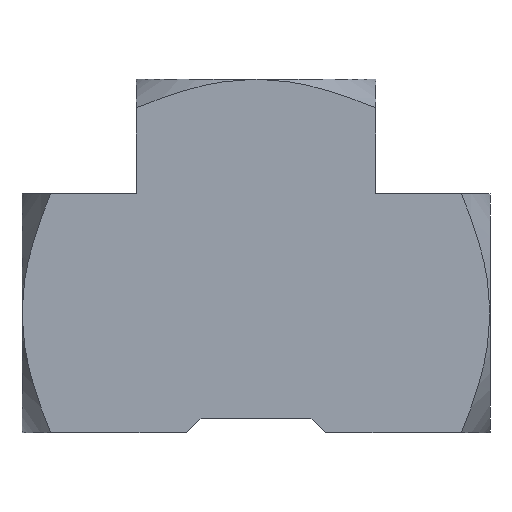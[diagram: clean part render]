
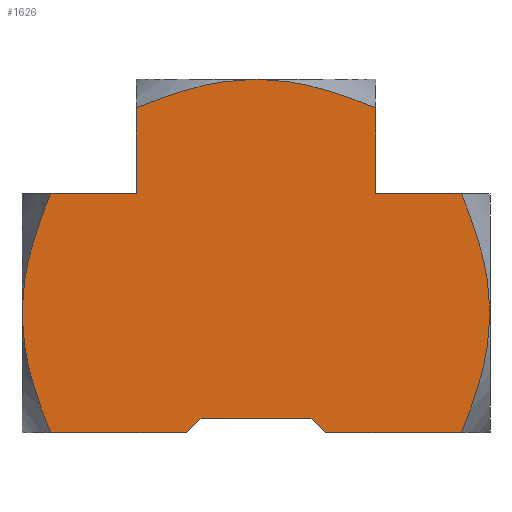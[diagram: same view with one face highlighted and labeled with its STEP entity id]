
A CAD part, front view. The second image highlights one B-rep face of the part: STEP entity #1626.
In plain terms, the highlighted face is planar.
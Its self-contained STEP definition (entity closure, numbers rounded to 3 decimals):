
#259=(
BOUNDED_CURVE()
B_SPLINE_CURVE(2,(#10530,#10531,#10532),.UNSPECIFIED.,.F.,.F.)
B_SPLINE_CURVE_WITH_KNOTS((3,3),(3.383,6.377),
 .UNSPECIFIED.)
CURVE()
GEOMETRIC_REPRESENTATION_ITEM()
RATIONAL_B_SPLINE_CURVE((3.735,4.508,4.508))
REPRESENTATION_ITEM('')
);
#260=(
BOUNDED_CURVE()
B_SPLINE_CURVE(2,(#10534,#10535,#10536),.UNSPECIFIED.,.F.,.F.)
B_SPLINE_CURVE_WITH_KNOTS((3,3),(6.377,9.371),
 .UNSPECIFIED.)
CURVE()
GEOMETRIC_REPRESENTATION_ITEM()
RATIONAL_B_SPLINE_CURVE((4.508,4.508,3.735))
REPRESENTATION_ITEM('')
);
#261=(
BOUNDED_CURVE()
B_SPLINE_CURVE(2,(#10541,#10542,#10543),.UNSPECIFIED.,.F.,.F.)
B_SPLINE_CURVE_WITH_KNOTS((3,3),(2.575,5.004),
 .UNSPECIFIED.)
CURVE()
GEOMETRIC_REPRESENTATION_ITEM()
RATIONAL_B_SPLINE_CURVE((3.049,3.681,3.681))
REPRESENTATION_ITEM('')
);
#262=(
BOUNDED_CURVE()
B_SPLINE_CURVE(2,(#10545,#10546,#10547),.UNSPECIFIED.,.F.,.F.)
B_SPLINE_CURVE_WITH_KNOTS((3,3),(5.004,7.432),
 .UNSPECIFIED.)
CURVE()
GEOMETRIC_REPRESENTATION_ITEM()
RATIONAL_B_SPLINE_CURVE((3.681,3.681,3.049))
REPRESENTATION_ITEM('')
);
#263=(
BOUNDED_CURVE()
B_SPLINE_CURVE(2,(#10552,#10553,#10554),.UNSPECIFIED.,.F.,.F.)
B_SPLINE_CURVE_WITH_KNOTS((3,3),(3.383,6.377),
 .UNSPECIFIED.)
CURVE()
GEOMETRIC_REPRESENTATION_ITEM()
RATIONAL_B_SPLINE_CURVE((3.735,4.509,4.509))
REPRESENTATION_ITEM('')
);
#264=(
BOUNDED_CURVE()
B_SPLINE_CURVE(2,(#10555,#10556,#10557),.UNSPECIFIED.,.F.,.F.)
B_SPLINE_CURVE_WITH_KNOTS((3,3),(6.377,9.371),
 .UNSPECIFIED.)
CURVE()
GEOMETRIC_REPRESENTATION_ITEM()
RATIONAL_B_SPLINE_CURVE((4.509,4.509,3.735))
REPRESENTATION_ITEM('')
);
#339=FACE_OUTER_BOUND('',#438,.T.);
#438=EDGE_LOOP('',(#1334,#1335,#1336,#1337,#1338,#1339,#1340,#1341,#1342,
#1343,#1344,#1345,#1346,#1347,#1348));
#467=LINE('',#2119,#548);
#471=LINE('',#2128,#552);
#475=LINE('',#2135,#556);
#477=LINE('',#2139,#558);
#480=LINE('',#2160,#561);
#542=LINE('',#10538,#623);
#543=LINE('',#10540,#624);
#544=LINE('',#10549,#625);
#545=LINE('',#10551,#626);
#548=VECTOR('',#1787,1.);
#552=VECTOR('',#1793,1.);
#556=VECTOR('',#1799,1.);
#558=VECTOR('',#1803,1000.);
#561=VECTOR('',#1808,1000.);
#623=VECTOR('',#2062,1000.);
#624=VECTOR('',#2063,1000.);
#625=VECTOR('',#2064,1000.);
#626=VECTOR('',#2065,1000.);
#629=VERTEX_POINT('',#2117);
#630=VERTEX_POINT('',#2118);
#633=VERTEX_POINT('',#2126);
#634=VERTEX_POINT('',#2127);
#637=VERTEX_POINT('',#2138);
#642=VERTEX_POINT('',#2156);
#768=VERTEX_POINT('',#9489);
#770=VERTEX_POINT('',#9497);
#779=VERTEX_POINT('',#10522);
#781=VERTEX_POINT('',#10533);
#782=VERTEX_POINT('',#10537);
#783=VERTEX_POINT('',#10539);
#784=VERTEX_POINT('',#10544);
#785=VERTEX_POINT('',#10548);
#786=VERTEX_POINT('',#10550);
#790=EDGE_CURVE('',#629,#630,#467,.T.);
#794=EDGE_CURVE('',#633,#634,#471,.T.);
#798=EDGE_CURVE('',#634,#629,#475,.T.);
#800=EDGE_CURVE('',#637,#633,#477,.T.);
#807=EDGE_CURVE('',#630,#642,#480,.T.);
#1010=EDGE_CURVE('',#642,#779,#259,.T.);
#1011=EDGE_CURVE('',#779,#781,#260,.T.);
#1012=EDGE_CURVE('',#782,#781,#542,.T.);
#1013=EDGE_CURVE('',#782,#783,#543,.T.);
#1014=EDGE_CURVE('',#783,#770,#261,.T.);
#1015=EDGE_CURVE('',#770,#784,#262,.T.);
#1016=EDGE_CURVE('',#785,#784,#544,.T.);
#1017=EDGE_CURVE('',#785,#786,#545,.T.);
#1018=EDGE_CURVE('',#786,#768,#263,.T.);
#1019=EDGE_CURVE('',#768,#637,#264,.T.);
#1334=ORIENTED_EDGE('',*,*,#790,.T.);
#1335=ORIENTED_EDGE('',*,*,#807,.T.);
#1336=ORIENTED_EDGE('',*,*,#1010,.T.);
#1337=ORIENTED_EDGE('',*,*,#1011,.T.);
#1338=ORIENTED_EDGE('',*,*,#1012,.F.);
#1339=ORIENTED_EDGE('',*,*,#1013,.T.);
#1340=ORIENTED_EDGE('',*,*,#1014,.T.);
#1341=ORIENTED_EDGE('',*,*,#1015,.T.);
#1342=ORIENTED_EDGE('',*,*,#1016,.F.);
#1343=ORIENTED_EDGE('',*,*,#1017,.T.);
#1344=ORIENTED_EDGE('',*,*,#1018,.T.);
#1345=ORIENTED_EDGE('',*,*,#1019,.T.);
#1346=ORIENTED_EDGE('',*,*,#800,.T.);
#1347=ORIENTED_EDGE('',*,*,#794,.T.);
#1348=ORIENTED_EDGE('',*,*,#798,.T.);
#1554=PLANE('',#1757);
#1626=ADVANCED_FACE('',(#339),#1554,.T.);
#1757=AXIS2_PLACEMENT_3D('',#10529,#2060,#2061);
#1787=DIRECTION('',(0.,-0.707,0.707));
#1793=DIRECTION('',(0.,0.707,0.707));
#1799=DIRECTION('',(0.,0.,1.));
#1803=DIRECTION('',(0.,0.,1.));
#1808=DIRECTION('',(0.,0.,1.));
#2060=DIRECTION('center_axis',(-1.,0.,0.));
#2061=DIRECTION('ref_axis',(0.,-1.,0.));
#2062=DIRECTION('',(0.,0.,1.));
#2063=DIRECTION('',(0.,1.,0.));
#2064=DIRECTION('',(0.,1.,0.));
#2065=DIRECTION('',(0.,0.,-1.));
#2117=CARTESIAN_POINT('',(-7.144,-6.26,3.283));
#2118=CARTESIAN_POINT('',(-7.144,-7.144,4.167));
#2119=CARTESIAN_POINT('',(-7.144,-2.53,-0.446));
#2126=CARTESIAN_POINT('',(-7.144,-7.144,-4.167));
#2127=CARTESIAN_POINT('',(-7.144,-6.26,-3.283));
#2128=CARTESIAN_POINT('',(-7.144,-2.088,0.888));
#2135=CARTESIAN_POINT('',(-7.144,-6.26,1.642));
#2138=CARTESIAN_POINT('',(-7.144,-7.144,-12.262));
#2139=CARTESIAN_POINT('',(-7.144,-7.144,0.));
#2156=CARTESIAN_POINT('',(-7.144,-7.144,12.262));
#2160=CARTESIAN_POINT('',(-7.144,-7.144,0.));
#9489=CARTESIAN_POINT('',(-7.144,0.,-13.97));
#9497=CARTESIAN_POINT('',(-7.144,13.97,0.));
#10522=CARTESIAN_POINT('',(-7.144,0.,13.97));
#10529=CARTESIAN_POINT('Origin',(-7.144,7.144,0.));
#10530=CARTESIAN_POINT('Ctrl Pts',(-7.144,-7.144,
12.262));
#10531=CARTESIAN_POINT('Ctrl Pts',(-7.144,-2.959,
13.97));
#10532=CARTESIAN_POINT('Ctrl Pts',(-7.144,0.,
13.97));
#10533=CARTESIAN_POINT('',(-7.144,7.144,12.262));
#10534=CARTESIAN_POINT('Ctrl Pts',(-7.144,0.,
13.97));
#10535=CARTESIAN_POINT('Ctrl Pts',(-7.144,2.959,13.97));
#10536=CARTESIAN_POINT('Ctrl Pts',(-7.144,7.144,12.262));
#10537=CARTESIAN_POINT('',(-7.144,7.144,7.144));
#10538=CARTESIAN_POINT('',(-7.144,7.144,0.));
#10539=CARTESIAN_POINT('',(-7.144,12.262,7.144));
#10540=CARTESIAN_POINT('',(-7.144,0.,7.144));
#10541=CARTESIAN_POINT('Ctrl Pts',(-7.144,12.262,7.144));
#10542=CARTESIAN_POINT('Ctrl Pts',(-7.144,13.97,2.959));
#10543=CARTESIAN_POINT('Ctrl Pts',(-7.144,13.97,0.));
#10544=CARTESIAN_POINT('',(-7.144,12.262,-7.144));
#10545=CARTESIAN_POINT('Ctrl Pts',(-7.144,13.97,0.));
#10546=CARTESIAN_POINT('Ctrl Pts',(-7.144,13.97,-2.959));
#10547=CARTESIAN_POINT('Ctrl Pts',(-7.144,12.262,-7.144));
#10548=CARTESIAN_POINT('',(-7.144,7.144,-7.144));
#10549=CARTESIAN_POINT('',(-7.144,0.,-7.144));
#10550=CARTESIAN_POINT('',(-7.144,7.144,-12.262));
#10551=CARTESIAN_POINT('',(-7.144,7.144,0.));
#10552=CARTESIAN_POINT('Ctrl Pts',(-7.144,7.144,-12.262));
#10553=CARTESIAN_POINT('Ctrl Pts',(-7.144,2.959,-13.97));
#10554=CARTESIAN_POINT('Ctrl Pts',(-7.144,0.,
-13.97));
#10555=CARTESIAN_POINT('Ctrl Pts',(-7.144,0.,
-13.97));
#10556=CARTESIAN_POINT('Ctrl Pts',(-7.144,-2.959,
-13.97));
#10557=CARTESIAN_POINT('Ctrl Pts',(-7.144,-7.144,
-12.262));
